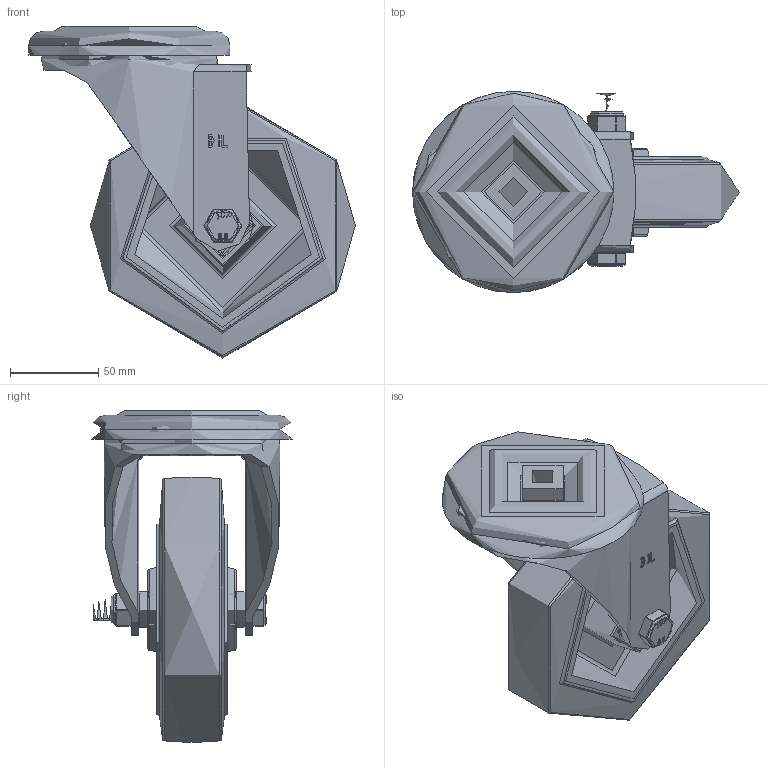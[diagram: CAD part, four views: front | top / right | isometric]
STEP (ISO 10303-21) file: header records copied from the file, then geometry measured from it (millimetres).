
FILE_DESCRIPTION(/* description */ (''),/* implementation_level */ '2;1');
FILE_NAME(/* name */ 'BZMM150SRNBJBH16.step',/* time_stamp */ '2024-10-17T08:59:26+01:00',/* author */ (''),/* organization */ (''),/* preprocessor_version */ 'ST-DEVELOPER v20',/* originating_system */ 'Autodesk Translation Framework v13.20.0.188',/* authorisation */ '');
FILE_SCHEMA (('AUTOMOTIVE_DESIGN { 1 0 10303 214 3 1 1 }'));
Products named in the file (34): BZMM150SRNBJBH16; BZMM150ASBH16 v1; ZINC PLATED, PRESSED STEEL HEAD; ZINC PLATED, PRESSED STEEL FORKS; BZMH150WSRNBJM15 v1; 65 SHORE A ELASTIC RUBBER TYRE; NYLON RIM; BEARING 6202; METAL; METAL2; Pattern; Component1; MIDDLE; RUBBER; RUBBER2; BEARING 62022; METAL3; METAL4; Pattern2; Component12; MIDDLE2; RUBBER3; RUBBER4; BEARING SPACER; TH15X5X12 v1; ZINC PLATED HEADED SPACER; TH15X5X12 v1 (1); ZINC PLATED HEADED SPACER (1); HEXBOLTM12X90Z8.8 v2; GRADE 8.8 ZINC PLATED BOLT; NYLOCM12Z v1; NYLOC NUT; NUT; RUBBER (1)
Assembly tree (47 placements, depth 6):
  BZMM150SRNBJBH16
    BZMM150ASBH16 v1
      ZINC PLATED, PRESSED STEEL HEAD
      ZINC PLATED, PRESSED STEEL FORKS
    BZMH150WSRNBJM15 v1
      65 SHORE A ELASTIC RUBBER TYRE
      NYLON RIM
      BEARING 6202
        METAL
        METAL2
        Pattern
          Component1  x8
        MIDDLE
        RUBBER
        RUBBER2
        BEARING 62022
          METAL3
          METAL4
          Pattern2
            Component12  x8
          MIDDLE2
          RUBBER3
          RUBBER4
      BEARING SPACER
    TH15X5X12 v1
      ZINC PLATED HEADED SPACER
    TH15X5X12 v1 (1)
      ZINC PLATED HEADED SPACER (1)
    HEXBOLTM12X90Z8.8 v2
      GRADE 8.8 ZINC PLATED BOLT
    NYLOCM12Z v1
      NYLOC NUT
        NUT
        RUBBER (1)
Bounding box: 185 x 114 x 187.92 mm (x, y, z)
Volume: 653327.4 mm3; surface area: 217694 mm2
Topology: 36 solids, 36 shells, 1088 faces, 2693 edges, 1778 vertices
Faces by surface type: plane 448, bspline 324, cylinder 197, sphere 66, torus 33, cone 20
Full cylindrical faces by diameter (mm): 9.836 x16, 11.834 x16, 12 x3, 12.2 x2, 12.5 x2, 14 x2, 14.8 x2, 15 x3, 16.2 x1, 17.75 x1, 18 x3, 18.5 x1, 20 x10, 22.5 x4, 23 x4, 29 x1, 30 x8, 30.5 x4, 31 x8, 32 x2, 32.5 x3, 35 x4, 41 x1, 47 x1, 51.5 x1, 74 x1, 91.5 x1, 99.5 x1, 104 x1, 114 x1
Entity records: 44234 total; most frequent: CARTESIAN_POINT 19686, ORIENTED_EDGE 5238, DIRECTION 4073, EDGE_CURVE 2619, VERTEX_POINT 1750, AXIS2_PLACEMENT_3D 1471, EDGE_LOOP 1309, LINE 1131
